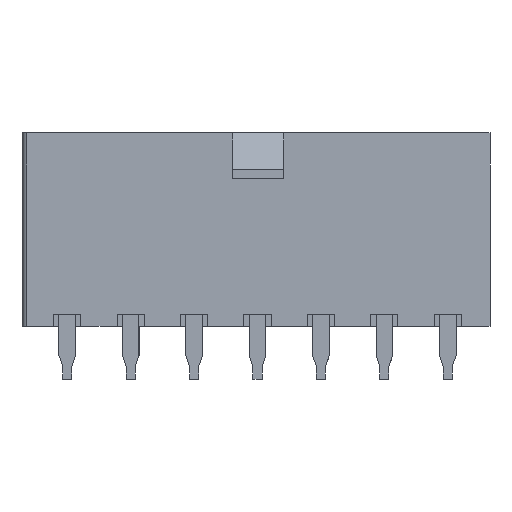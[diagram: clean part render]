
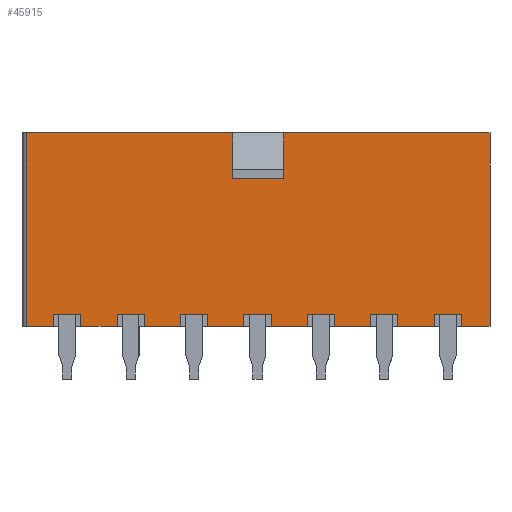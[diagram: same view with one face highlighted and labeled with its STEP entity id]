
A CAD part, front view. The second image highlights one B-rep face of the part: STEP entity #45915.
In plain terms, the highlighted planar face has unit normal (0, -1, 0).
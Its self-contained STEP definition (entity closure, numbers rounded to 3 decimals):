
#3951=ORIENTED_EDGE('',*,*,#13308,.F.);
#3952=ORIENTED_EDGE('',*,*,#12828,.T.);
#3953=ORIENTED_EDGE('',*,*,#12832,.T.);
#3954=ORIENTED_EDGE('',*,*,#12824,.T.);
#3955=ORIENTED_EDGE('',*,*,#13309,.F.);
#3956=ORIENTED_EDGE('',*,*,#13290,.T.);
#3957=ORIENTED_EDGE('',*,*,#13310,.T.);
#3958=ORIENTED_EDGE('',*,*,#13155,.F.);
#3959=ORIENTED_EDGE('',*,*,#13164,.F.);
#3960=ORIENTED_EDGE('',*,*,#13159,.T.);
#3961=ORIENTED_EDGE('',*,*,#13311,.T.);
#3962=ORIENTED_EDGE('',*,*,#13312,.F.);
#3963=ORIENTED_EDGE('',*,*,#13313,.F.);
#3964=ORIENTED_EDGE('',*,*,#13271,.T.);
#3965=ORIENTED_EDGE('',*,*,#13275,.T.);
#3966=ORIENTED_EDGE('',*,*,#13267,.T.);
#3967=ORIENTED_EDGE('',*,*,#13314,.F.);
#3968=ORIENTED_EDGE('',*,*,#13134,.T.);
#3969=ORIENTED_EDGE('',*,*,#13138,.T.);
#3970=ORIENTED_EDGE('',*,*,#13130,.T.);
#3971=ORIENTED_EDGE('',*,*,#13315,.F.);
#3972=ORIENTED_EDGE('',*,*,#13072,.T.);
#3973=ORIENTED_EDGE('',*,*,#13076,.T.);
#3974=ORIENTED_EDGE('',*,*,#13068,.T.);
#3975=ORIENTED_EDGE('',*,*,#13316,.F.);
#3976=ORIENTED_EDGE('',*,*,#13012,.T.);
#3977=ORIENTED_EDGE('',*,*,#13016,.T.);
#3978=ORIENTED_EDGE('',*,*,#13008,.T.);
#3979=ORIENTED_EDGE('',*,*,#13317,.F.);
#3980=ORIENTED_EDGE('',*,*,#12952,.T.);
#3981=ORIENTED_EDGE('',*,*,#12956,.T.);
#3982=ORIENTED_EDGE('',*,*,#12948,.T.);
#3983=ORIENTED_EDGE('',*,*,#13318,.F.);
#3984=ORIENTED_EDGE('',*,*,#12890,.T.);
#3985=ORIENTED_EDGE('',*,*,#12894,.T.);
#3986=ORIENTED_EDGE('',*,*,#12886,.T.);
#12824=EDGE_CURVE('',#17743,#17746,#21402,.T.);
#12828=EDGE_CURVE('',#17747,#17750,#21406,.T.);
#12832=EDGE_CURVE('',#17750,#17743,#21410,.T.);
#12886=EDGE_CURVE('',#17776,#17779,#21464,.T.);
#12890=EDGE_CURVE('',#17780,#17783,#21468,.T.);
#12894=EDGE_CURVE('',#17783,#17776,#21472,.T.);
#12948=EDGE_CURVE('',#17807,#17810,#21526,.T.);
#12952=EDGE_CURVE('',#17811,#17814,#21530,.T.);
#12956=EDGE_CURVE('',#17814,#17807,#21534,.T.);
#13008=EDGE_CURVE('',#17838,#17841,#21586,.T.);
#13012=EDGE_CURVE('',#17842,#17845,#21590,.T.);
#13016=EDGE_CURVE('',#17845,#17838,#21594,.T.);
#13068=EDGE_CURVE('',#17871,#17874,#21646,.T.);
#13072=EDGE_CURVE('',#17875,#17878,#21650,.T.);
#13076=EDGE_CURVE('',#17878,#17871,#21654,.T.);
#13130=EDGE_CURVE('',#17904,#17907,#21708,.T.);
#13134=EDGE_CURVE('',#17908,#17911,#21712,.T.);
#13138=EDGE_CURVE('',#17911,#17904,#21716,.T.);
#13155=EDGE_CURVE('',#17920,#17921,#21733,.T.);
#13159=EDGE_CURVE('',#17924,#17925,#21737,.T.);
#13164=EDGE_CURVE('',#17924,#17920,#21742,.T.);
#13267=EDGE_CURVE('',#17977,#17980,#21845,.T.);
#13271=EDGE_CURVE('',#17981,#17984,#21849,.T.);
#13275=EDGE_CURVE('',#17984,#17977,#21853,.T.);
#13290=EDGE_CURVE('',#17993,#17994,#21868,.T.);
#13308=EDGE_CURVE('',#17747,#17779,#21886,.T.);
#13309=EDGE_CURVE('',#17993,#17746,#21887,.T.);
#13310=EDGE_CURVE('',#17994,#17921,#21888,.T.);
#13311=EDGE_CURVE('',#17925,#17997,#21889,.T.);
#13312=EDGE_CURVE('',#17998,#17997,#21890,.T.);
#13313=EDGE_CURVE('',#17981,#17998,#21891,.T.);
#13314=EDGE_CURVE('',#17908,#17980,#21892,.T.);
#13315=EDGE_CURVE('',#17875,#17907,#21893,.T.);
#13316=EDGE_CURVE('',#17842,#17874,#21894,.T.);
#13317=EDGE_CURVE('',#17811,#17841,#21895,.T.);
#13318=EDGE_CURVE('',#17780,#17810,#21896,.T.);
#17743=VERTEX_POINT('',#61371);
#17746=VERTEX_POINT('',#61376);
#17747=VERTEX_POINT('',#61380);
#17750=VERTEX_POINT('',#61385);
#17776=VERTEX_POINT('',#61488);
#17779=VERTEX_POINT('',#61493);
#17780=VERTEX_POINT('',#61497);
#17783=VERTEX_POINT('',#61502);
#17807=VERTEX_POINT('',#61603);
#17810=VERTEX_POINT('',#61608);
#17811=VERTEX_POINT('',#61612);
#17814=VERTEX_POINT('',#61617);
#17838=VERTEX_POINT('',#61715);
#17841=VERTEX_POINT('',#61720);
#17842=VERTEX_POINT('',#61724);
#17845=VERTEX_POINT('',#61729);
#17871=VERTEX_POINT('',#61829);
#17874=VERTEX_POINT('',#61834);
#17875=VERTEX_POINT('',#61838);
#17878=VERTEX_POINT('',#61843);
#17904=VERTEX_POINT('',#61946);
#17907=VERTEX_POINT('',#61951);
#17908=VERTEX_POINT('',#61955);
#17911=VERTEX_POINT('',#61960);
#17920=VERTEX_POINT('',#61999);
#17921=VERTEX_POINT('',#62000);
#17924=VERTEX_POINT('',#62008);
#17925=VERTEX_POINT('',#62009);
#17977=VERTEX_POINT('',#62205);
#17980=VERTEX_POINT('',#62210);
#17981=VERTEX_POINT('',#62214);
#17984=VERTEX_POINT('',#62219);
#17993=VERTEX_POINT('',#62255);
#17994=VERTEX_POINT('',#62256);
#17997=VERTEX_POINT('',#62288);
#17998=VERTEX_POINT('',#62290);
#21402=LINE('',#61377,#25944);
#21406=LINE('',#61386,#25948);
#21410=LINE('',#61394,#25952);
#21464=LINE('',#61494,#26006);
#21468=LINE('',#61503,#26010);
#21472=LINE('',#61511,#26014);
#21526=LINE('',#61609,#26068);
#21530=LINE('',#61618,#26072);
#21534=LINE('',#61626,#26076);
#21586=LINE('',#61721,#26128);
#21590=LINE('',#61730,#26132);
#21594=LINE('',#61738,#26136);
#21646=LINE('',#61835,#26188);
#21650=LINE('',#61844,#26192);
#21654=LINE('',#61852,#26196);
#21708=LINE('',#61952,#26250);
#21712=LINE('',#61961,#26254);
#21716=LINE('',#61969,#26258);
#21733=LINE('',#61998,#26275);
#21737=LINE('',#62007,#26279);
#21742=LINE('',#62017,#26284);
#21845=LINE('',#62211,#26387);
#21849=LINE('',#62220,#26391);
#21853=LINE('',#62228,#26395);
#21868=LINE('',#62254,#26410);
#21886=LINE('',#62284,#26428);
#21887=LINE('',#62285,#26429);
#21888=LINE('',#62286,#26430);
#21889=LINE('',#62287,#26431);
#21890=LINE('',#62289,#26432);
#21891=LINE('',#62291,#26433);
#21892=LINE('',#62292,#26434);
#21893=LINE('',#62293,#26435);
#21894=LINE('',#62294,#26436);
#21895=LINE('',#62295,#26437);
#21896=LINE('',#62296,#26438);
#25944=VECTOR('',#51347,1000.);
#25948=VECTOR('',#51353,1000.);
#25952=VECTOR('',#51359,1000.);
#26006=VECTOR('',#51453,1000.);
#26010=VECTOR('',#51459,1000.);
#26014=VECTOR('',#51465,1000.);
#26068=VECTOR('',#51559,1000.);
#26072=VECTOR('',#51565,1000.);
#26076=VECTOR('',#51571,1000.);
#26128=VECTOR('',#51661,1000.);
#26132=VECTOR('',#51667,1000.);
#26136=VECTOR('',#51673,1000.);
#26188=VECTOR('',#51763,1000.);
#26192=VECTOR('',#51769,1000.);
#26196=VECTOR('',#51775,1000.);
#26250=VECTOR('',#51869,1000.);
#26254=VECTOR('',#51875,1000.);
#26258=VECTOR('',#51881,1000.);
#26275=VECTOR('',#51912,1000.);
#26279=VECTOR('',#51918,1000.);
#26284=VECTOR('',#51925,1000.);
#26387=VECTOR('',#52104,1000.);
#26391=VECTOR('',#52110,1000.);
#26395=VECTOR('',#52116,1000.);
#26410=VECTOR('',#52143,1000.);
#26428=VECTOR('',#52177,1000.);
#26429=VECTOR('',#52178,1000.);
#26430=VECTOR('',#52179,1000.);
#26431=VECTOR('',#52180,1000.);
#26432=VECTOR('',#52181,1000.);
#26433=VECTOR('',#52182,1000.);
#26434=VECTOR('',#52183,1000.);
#26435=VECTOR('',#52184,1000.);
#26436=VECTOR('',#52185,1000.);
#26437=VECTOR('',#52186,1000.);
#26438=VECTOR('',#52187,1000.);
#29602=EDGE_LOOP('',(#3951,#3952,#3953,#3954,#3955,#3956,#3957,#3958,#3959,
#3960,#3961,#3962,#3963,#3964,#3965,#3966,#3967,#3968,#3969,#3970,#3971,
#3972,#3973,#3974,#3975,#3976,#3977,#3978,#3979,#3980,#3981,#3982,#3983,
#3984,#3985,#3986));
#31318=FACE_BOUND('',#29602,.T.);
#32977=PLANE('',#47583);
#45915=ADVANCED_FACE('',(#31318),#32977,.T.);
#47583=AXIS2_PLACEMENT_3D('',#62283,#52175,#52176);
#51347=DIRECTION('',(0.,0.,-1.));
#51353=DIRECTION('',(0.,0.,1.));
#51359=DIRECTION('',(1.,0.,0.));
#51453=DIRECTION('',(0.,0.,-1.));
#51459=DIRECTION('',(0.,0.,1.));
#51465=DIRECTION('',(1.,0.,0.));
#51559=DIRECTION('',(0.,0.,-1.));
#51565=DIRECTION('',(0.,0.,1.));
#51571=DIRECTION('',(1.,0.,0.));
#51661=DIRECTION('',(0.,0.,-1.));
#51667=DIRECTION('',(0.,0.,1.));
#51673=DIRECTION('',(1.,0.,0.));
#51763=DIRECTION('',(0.,0.,-1.));
#51769=DIRECTION('',(0.,0.,1.));
#51775=DIRECTION('',(1.,0.,0.));
#51869=DIRECTION('',(0.,0.,-1.));
#51875=DIRECTION('',(0.,0.,1.));
#51881=DIRECTION('',(1.,0.,0.));
#51912=DIRECTION('',(0.,0.,1.));
#51918=DIRECTION('',(0.,0.,1.));
#51925=DIRECTION('',(1.,0.,0.));
#52104=DIRECTION('',(0.,0.,-1.));
#52110=DIRECTION('',(0.,0.,1.));
#52116=DIRECTION('',(1.,0.,0.));
#52143=DIRECTION('',(0.,0.,1.));
#52175=DIRECTION('',(0.,-1.,0.));
#52176=DIRECTION('',(0.,0.,-1.));
#52177=DIRECTION('',(-1.,0.,0.));
#52178=DIRECTION('',(-1.,0.,0.));
#52179=DIRECTION('',(-1.,0.,0.));
#52180=DIRECTION('',(-1.,0.,0.));
#52181=DIRECTION('',(0.,0.,1.));
#52182=DIRECTION('',(-1.,0.,0.));
#52183=DIRECTION('',(-1.,0.,0.));
#52184=DIRECTION('',(-1.,0.,0.));
#52185=DIRECTION('',(-1.,0.,0.));
#52186=DIRECTION('',(-1.,0.,0.));
#52187=DIRECTION('',(-1.,0.,0.));
#61371=CARTESIAN_POINT('',(13.45,-4.8,-5.6));
#61376=CARTESIAN_POINT('',(13.45,-4.8,-6.4));
#61377=CARTESIAN_POINT('',(13.45,-4.8,-6.4));
#61380=CARTESIAN_POINT('',(11.65,-4.8,-6.4));
#61385=CARTESIAN_POINT('',(11.65,-4.8,-5.6));
#61386=CARTESIAN_POINT('',(11.65,-4.8,-6.4));
#61394=CARTESIAN_POINT('',(15.35,-4.8,-5.6));
#61488=CARTESIAN_POINT('',(9.25,-4.8,-5.6));
#61493=CARTESIAN_POINT('',(9.25,-4.8,-6.4));
#61494=CARTESIAN_POINT('',(9.25,-4.8,-6.4));
#61497=CARTESIAN_POINT('',(7.45,-4.8,-6.4));
#61502=CARTESIAN_POINT('',(7.45,-4.8,-5.6));
#61503=CARTESIAN_POINT('',(7.45,-4.8,-6.4));
#61511=CARTESIAN_POINT('',(15.35,-4.8,-5.6));
#61603=CARTESIAN_POINT('',(5.05,-4.8,-5.6));
#61608=CARTESIAN_POINT('',(5.05,-4.8,-6.4));
#61609=CARTESIAN_POINT('',(5.05,-4.8,-6.4));
#61612=CARTESIAN_POINT('',(3.25,-4.8,-6.4));
#61617=CARTESIAN_POINT('',(3.25,-4.8,-5.6));
#61618=CARTESIAN_POINT('',(3.25,-4.8,-6.4));
#61626=CARTESIAN_POINT('',(15.35,-4.8,-5.6));
#61715=CARTESIAN_POINT('',(0.85,-4.8,-5.6));
#61720=CARTESIAN_POINT('',(0.85,-4.8,-6.4));
#61721=CARTESIAN_POINT('',(0.85,-4.8,-6.4));
#61724=CARTESIAN_POINT('',(-0.95,-4.8,-6.4));
#61729=CARTESIAN_POINT('',(-0.95,-4.8,-5.6));
#61730=CARTESIAN_POINT('',(-0.95,-4.8,-6.4));
#61738=CARTESIAN_POINT('',(15.35,-4.8,-5.6));
#61829=CARTESIAN_POINT('',(-3.35,-4.8,-5.6));
#61834=CARTESIAN_POINT('',(-3.35,-4.8,-6.4));
#61835=CARTESIAN_POINT('',(-3.35,-4.8,-6.4));
#61838=CARTESIAN_POINT('',(-5.15,-4.8,-6.4));
#61843=CARTESIAN_POINT('',(-5.15,-4.8,-5.6));
#61844=CARTESIAN_POINT('',(-5.15,-4.8,-6.4));
#61852=CARTESIAN_POINT('',(15.35,-4.8,-5.6));
#61946=CARTESIAN_POINT('',(-7.55,-4.8,-5.6));
#61951=CARTESIAN_POINT('',(-7.55,-4.8,-6.4));
#61952=CARTESIAN_POINT('',(-7.55,-4.8,-6.4));
#61955=CARTESIAN_POINT('',(-9.35,-4.8,-6.4));
#61960=CARTESIAN_POINT('',(-9.35,-4.8,-5.6));
#61961=CARTESIAN_POINT('',(-9.35,-4.8,-6.4));
#61969=CARTESIAN_POINT('',(15.35,-4.8,-5.6));
#61998=CARTESIAN_POINT('',(1.7,-4.8,3.4));
#61999=CARTESIAN_POINT('',(1.7,-4.8,3.4));
#62000=CARTESIAN_POINT('',(1.7,-4.8,6.4));
#62007=CARTESIAN_POINT('',(-1.7,-4.8,3.4));
#62008=CARTESIAN_POINT('',(-1.7,-4.8,3.4));
#62009=CARTESIAN_POINT('',(-1.7,-4.8,6.4));
#62017=CARTESIAN_POINT('',(-1.7,-4.8,3.4));
#62205=CARTESIAN_POINT('',(-11.75,-4.8,-5.6));
#62210=CARTESIAN_POINT('',(-11.75,-4.8,-6.4));
#62211=CARTESIAN_POINT('',(-11.75,-4.8,-6.4));
#62214=CARTESIAN_POINT('',(-13.55,-4.8,-6.4));
#62219=CARTESIAN_POINT('',(-13.55,-4.8,-5.6));
#62220=CARTESIAN_POINT('',(-13.55,-4.8,-6.4));
#62228=CARTESIAN_POINT('',(15.35,-4.8,-5.6));
#62254=CARTESIAN_POINT('',(15.35,-4.8,-6.4));
#62255=CARTESIAN_POINT('',(15.35,-4.8,-6.4));
#62256=CARTESIAN_POINT('',(15.35,-4.8,6.4));
#62283=CARTESIAN_POINT('',(15.35,-4.8,-6.4));
#62284=CARTESIAN_POINT('',(15.35,-4.8,-6.4));
#62285=CARTESIAN_POINT('',(15.35,-4.8,-6.4));
#62286=CARTESIAN_POINT('',(15.35,-4.8,6.4));
#62287=CARTESIAN_POINT('',(15.35,-4.8,6.4));
#62288=CARTESIAN_POINT('',(-15.35,-4.8,6.4));
#62289=CARTESIAN_POINT('',(-15.35,-4.8,-6.4));
#62290=CARTESIAN_POINT('',(-15.35,-4.8,-6.4));
#62291=CARTESIAN_POINT('',(15.35,-4.8,-6.4));
#62292=CARTESIAN_POINT('',(15.35,-4.8,-6.4));
#62293=CARTESIAN_POINT('',(15.35,-4.8,-6.4));
#62294=CARTESIAN_POINT('',(15.35,-4.8,-6.4));
#62295=CARTESIAN_POINT('',(15.35,-4.8,-6.4));
#62296=CARTESIAN_POINT('',(15.35,-4.8,-6.4));
